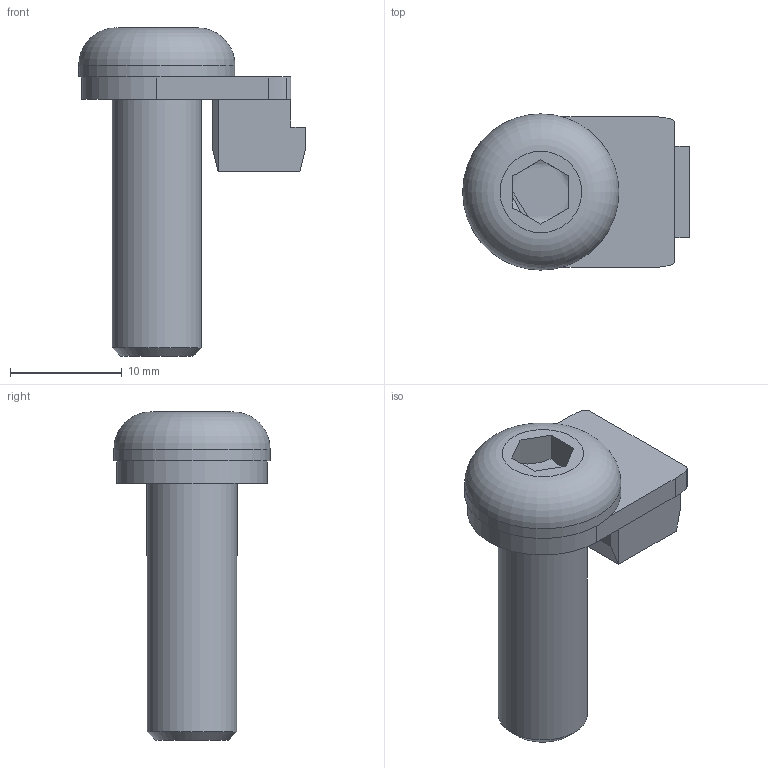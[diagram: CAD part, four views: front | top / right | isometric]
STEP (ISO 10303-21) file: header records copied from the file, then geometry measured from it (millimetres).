
FILE_DESCRIPTION(/* description */ (''),/* implementation_level */ '2;1');
FILE_NAME(/* name */ 'leer-00_Schraubverbindung 30 GD.step',/* time_stamp */ '2024-02-23T11:02:38+01:00',/* author */ ('Muellerj'),/* organization */ ('MiniTec GmbH & Co.KG'),/* preprocessor_version */ 'ST-DEVELOPER v19.2',/* originating_system */ 'Autodesk Inventor 2023',/* authorisation */ '');
FILE_SCHEMA (('CONFIG_CONTROL_DESIGN'));
Length unit declared in the file: millimetre
Products named in the file (3): MTW_1-00245335; MTW_1-00197276; 21-1189-1FZ.001
Assembly tree (2 placements, depth 2):
  MTW_1-00245335
    MTW_1-00197276
    21-1189-1FZ.001
Bounding box: 20.3 x 14 x 29.4 mm (x, y, z)
Volume: 2529.7 mm3; surface area: 1841.2 mm2
Topology: 2 solids, 2 shells, 36 faces, 91 edges, 60 vertices
Faces by surface type: plane 24, cylinder 8, torus 2, cone 2
Full cylindrical faces by diameter (mm): 8 x1, 8.2 x1, 14 x1
Entity records: 1191 total; most frequent: CARTESIAN_POINT 205, DIRECTION 189, ORIENTED_EDGE 180, EDGE_CURVE 90, AXIS2_PLACEMENT_3D 65, VERTEX_POINT 60, LINE 59, VECTOR 59
